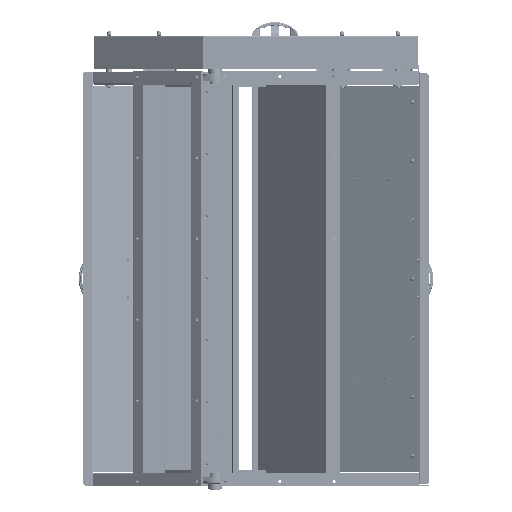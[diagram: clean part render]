
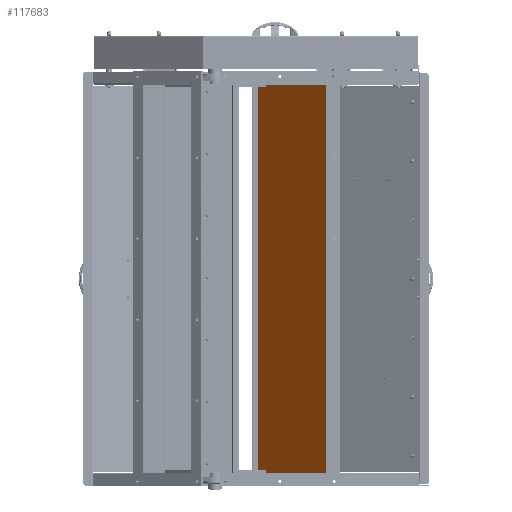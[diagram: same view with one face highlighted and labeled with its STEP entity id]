
A CAD part, front view. The second image highlights one B-rep face of the part: STEP entity #117683.
In plain terms, the highlighted planar face has unit normal (-0.766, -0.643, 0).
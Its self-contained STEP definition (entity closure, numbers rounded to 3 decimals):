
#4344=LINE('',#172955,#13022);
#4362=LINE('',#172999,#13040);
#9114=LINE('',#195824,#17792);
#9134=LINE('',#195878,#17812);
#9136=LINE('',#195882,#17814);
#9146=LINE('',#195903,#17824);
#10946=LINE('',#212092,#19624);
#10956=LINE('',#212106,#19634);
#10957=LINE('',#212109,#19635);
#10958=LINE('',#212110,#19636);
#13022=VECTOR('',#135750,10.);
#13040=VECTOR('',#135784,10.);
#17792=VECTOR('',#152102,10.);
#17812=VECTOR('',#152156,10.);
#17814=VECTOR('',#152160,10.);
#17824=VECTOR('',#152186,10.);
#19624=VECTOR('',#161440,10.);
#19634=VECTOR('',#161452,10.);
#19635=VECTOR('',#161455,10.);
#19636=VECTOR('',#161456,10.);
#30813=FACE_OUTER_BOUND('',#38847,.T.);
#38847=EDGE_LOOP('',(#103252,#103253,#103254,#103255,#103256,#103257,#103258,
#103259,#103260,#103261));
#47196=VERTEX_POINT('',#172953);
#47197=VERTEX_POINT('',#172954);
#47214=VERTEX_POINT('',#172996);
#47215=VERTEX_POINT('',#172998);
#52555=VERTEX_POINT('',#195823);
#52572=VERTEX_POINT('',#195877);
#52573=VERTEX_POINT('',#195881);
#55227=VERTEX_POINT('',#212090);
#55229=VERTEX_POINT('',#212099);
#55231=VERTEX_POINT('',#212108);
#58588=EDGE_CURVE('',#47196,#47197,#4344,.T.);
#58609=EDGE_CURVE('',#47214,#47215,#4362,.T.);
#67006=EDGE_CURVE('',#47196,#52555,#9114,.T.);
#67035=EDGE_CURVE('',#52572,#52555,#9134,.T.);
#67037=EDGE_CURVE('',#52573,#52572,#9136,.T.);
#67050=EDGE_CURVE('',#52573,#47214,#9146,.T.);
#71553=EDGE_CURVE('',#55227,#47197,#10946,.T.);
#71563=EDGE_CURVE('',#47215,#55229,#10956,.T.);
#71564=EDGE_CURVE('',#55227,#55231,#10957,.T.);
#71565=EDGE_CURVE('',#55231,#55229,#10958,.T.);
#103252=ORIENTED_EDGE('',*,*,#71564,.T.);
#103253=ORIENTED_EDGE('',*,*,#71565,.T.);
#103254=ORIENTED_EDGE('',*,*,#71563,.F.);
#103255=ORIENTED_EDGE('',*,*,#58609,.F.);
#103256=ORIENTED_EDGE('',*,*,#67050,.F.);
#103257=ORIENTED_EDGE('',*,*,#67037,.T.);
#103258=ORIENTED_EDGE('',*,*,#67035,.T.);
#103259=ORIENTED_EDGE('',*,*,#67006,.F.);
#103260=ORIENTED_EDGE('',*,*,#58588,.T.);
#103261=ORIENTED_EDGE('',*,*,#71553,.F.);
#111078=PLANE('',#129874);
#117683=ADVANCED_FACE('',(#30813),#111078,.F.);
#129874=AXIS2_PLACEMENT_3D('',#212107,#161453,#161454);
#135750=DIRECTION('',(0.,0.,1.));
#135784=DIRECTION('',(0.,0.,1.));
#152102=DIRECTION('',(-0.643,0.766,0.));
#152156=DIRECTION('',(0.,0.,-1.));
#152160=DIRECTION('',(0.325,-0.387,0.863));
#152186=DIRECTION('',(-0.643,0.766,0.));
#161440=DIRECTION('',(0.643,-0.766,0.));
#161452=DIRECTION('',(0.643,-0.766,0.));
#161453=DIRECTION('center_axis',(0.766,0.643,0.));
#161454=DIRECTION('ref_axis',(0.,0.,-1.));
#161455=DIRECTION('',(0.,0.,-1.));
#161456=DIRECTION('',(-0.325,0.387,0.863));
#172953=CARTESIAN_POINT('',(-2.468,64.33,-625.));
#172954=CARTESIAN_POINT('',(-2.468,64.33,625.));
#172955=CARTESIAN_POINT('',(-2.468,64.33,0.));
#172996=CARTESIAN_POINT('',(-222.215,326.214,-625.));
#172998=CARTESIAN_POINT('',(-222.215,326.214,625.));
#172999=CARTESIAN_POINT('',(-222.215,326.214,0.));
#195823=CARTESIAN_POINT('',(-197.651,296.94,-625.));
#195824=CARTESIAN_POINT('',(-889.989,1122.036,-625.));
#195877=CARTESIAN_POINT('',(-197.651,296.94,-622.405));
#195878=CARTESIAN_POINT('',(-197.651,296.94,-312.5));
#195881=CARTESIAN_POINT('',(-198.628,298.105,-625.));
#195882=CARTESIAN_POINT('',(-136.478,224.036,-460.039));
#195903=CARTESIAN_POINT('',(-889.989,1122.036,-625.));
#212090=CARTESIAN_POINT('',(-197.651,296.94,625.));
#212092=CARTESIAN_POINT('',(39.348,14.495,625.));
#212099=CARTESIAN_POINT('',(-198.628,298.105,625.));
#212106=CARTESIAN_POINT('',(39.348,14.495,625.));
#212107=CARTESIAN_POINT('Origin',(-435.619,580.539,0.));
#212108=CARTESIAN_POINT('',(-197.651,296.94,622.405));
#212109=CARTESIAN_POINT('',(-197.651,296.94,308.5));
#212110=CARTESIAN_POINT('',(-137.973,225.819,464.008));
